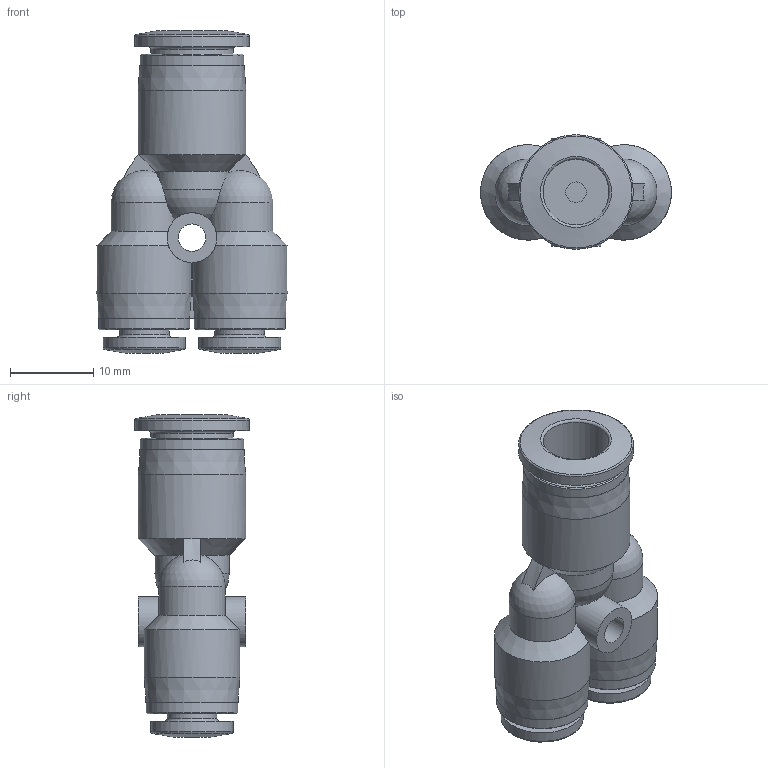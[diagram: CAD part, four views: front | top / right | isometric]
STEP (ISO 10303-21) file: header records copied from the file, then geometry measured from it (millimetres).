
FILE_DESCRIPTION(/* description */ ('STEP AP214'),/* implementation_level */ '2;1');
FILE_NAME(/* name */ '564821_QBY-5_16T-5_32-U',/* time_stamp */ '2024-09-14T05:24:16+02:00',/* author */ ('License CC BY-ND 4.0'),/* organization */ ('CADENAS'),/* preprocessor_version */ 'ST-DEVELOPER v19.3',/* originating_system */ 'PARTsolutions',/* authorisation */ ' ');
FILE_SCHEMA (('AUTOMOTIVE_DESIGN {1 0 10303 214 3 1 1}'));
Length unit declared in the file: millimetre
Products named in the file (1): 564821 QBY-5/16T-5/32-U
Bounding box: 23 x 13.8 x 38.8 mm (x, y, z)
Volume: 4419.1 mm3; surface area: 3755.8 mm2
Topology: 1 solids, 1 shells, 79 faces, 169 edges, 104 vertices
Faces by surface type: cylinder 27, plane 26, cone 13, torus 9, sphere 4
Full cylindrical faces by diameter (mm): 2.5 x3, 3.3 x1, 3.968 x2, 5.968 x2, 6 x2, 7.938 x1, 9.9 x2, 9.938 x1, 11 x2, 12.5 x1, 13 x1, 13.8 x1
Entity records: 2582 total; most frequent: CARTESIAN_POINT 434, DIRECTION 342, ORIENTED_EDGE 264, AXIS2_PLACEMENT_3D 162, EDGE_CURVE 132, EDGE_LOOP 128, FACE_BOUND 128, VERTEX_POINT 102
